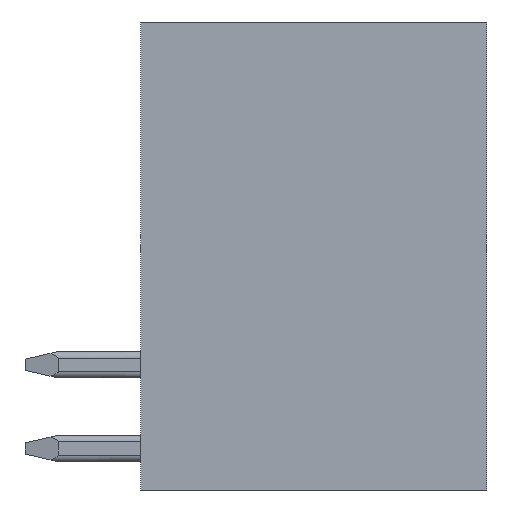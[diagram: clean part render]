
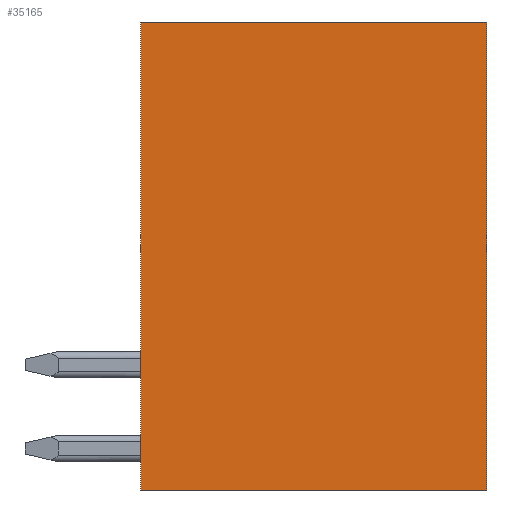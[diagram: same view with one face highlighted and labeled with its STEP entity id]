
A CAD part, front view. The second image highlights one B-rep face of the part: STEP entity #35165.
In plain terms, the highlighted planar face has unit normal (0, -1, 0).
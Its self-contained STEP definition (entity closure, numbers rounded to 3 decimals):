
#8194=DIRECTION('',(-1.,0.,0.));
#8195=VECTOR('',#8194,10.5);
#8196=CARTESIAN_POINT('',(5.25,-53.05,7.1));
#8197=LINE('',#8196,#8195);
#8198=DIRECTION('',(0.,0.,1.));
#8199=VECTOR('',#8198,14.2);
#8200=CARTESIAN_POINT('',(5.25,-53.05,-7.1));
#8201=LINE('',#8200,#8199);
#8202=DIRECTION('',(1.,0.,0.));
#8203=VECTOR('',#8202,10.5);
#8204=CARTESIAN_POINT('',(-5.25,-53.05,-7.1));
#8205=LINE('',#8204,#8203);
#8206=DIRECTION('',(0.,0.,-1.));
#8207=VECTOR('',#8206,14.2);
#8208=CARTESIAN_POINT('',(-5.25,-53.05,7.1));
#8209=LINE('',#8208,#8207);
#20055=CARTESIAN_POINT('',(5.25,-53.05,7.1));
#20056=CARTESIAN_POINT('',(-5.25,-53.05,7.1));
#20057=VERTEX_POINT('',#20055);
#20058=VERTEX_POINT('',#20056);
#20059=CARTESIAN_POINT('',(-5.25,-53.05,-7.1));
#20060=VERTEX_POINT('',#20059);
#20061=CARTESIAN_POINT('',(5.25,-53.05,-7.1));
#20062=VERTEX_POINT('',#20061);
#35154=CARTESIAN_POINT('',(0.,-53.05,0.));
#35155=DIRECTION('',(0.,-1.,0.));
#35156=DIRECTION('',(0.,0.,-1.));
#35157=AXIS2_PLACEMENT_3D('',#35154,#35155,#35156);
#35158=PLANE('',#35157);
#35159=ORIENTED_EDGE('',*,*,#34704,.F.);
#35160=ORIENTED_EDGE('',*,*,#34817,.F.);
#35161=ORIENTED_EDGE('',*,*,#35146,.F.);
#35162=ORIENTED_EDGE('',*,*,#25126,.F.);
#35163=EDGE_LOOP('',(#35159,#35160,#35161,#35162));
#35164=FACE_OUTER_BOUND('',#35163,.F.);
#35165=ADVANCED_FACE('',(#35164),#35158,.T.);
#25126=EDGE_CURVE('',#20058,#20060,#8209,.T.);
#34704=EDGE_CURVE('',#20057,#20058,#8197,.T.);
#34817=EDGE_CURVE('',#20062,#20057,#8201,.T.);
#35146=EDGE_CURVE('',#20060,#20062,#8205,.T.);
